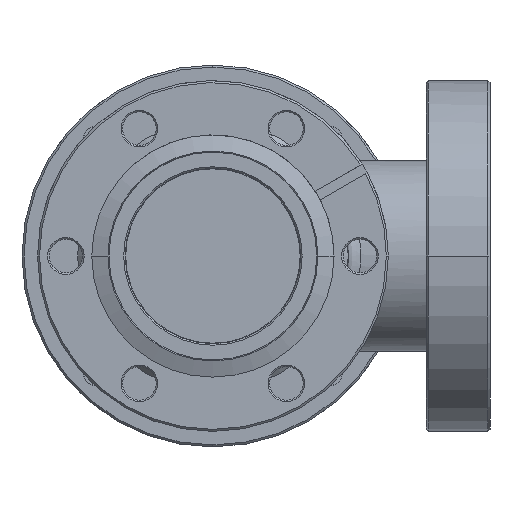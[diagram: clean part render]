
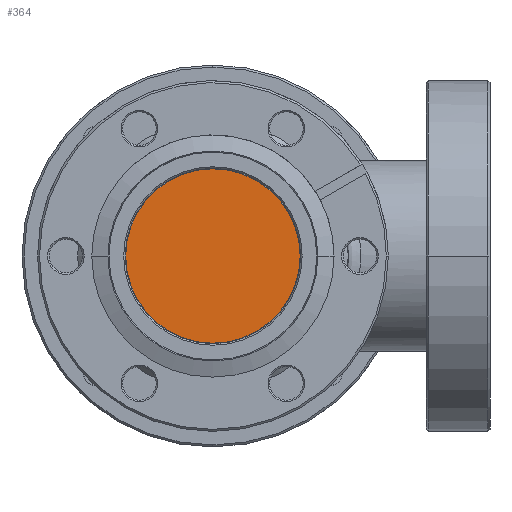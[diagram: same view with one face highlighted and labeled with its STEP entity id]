
A CAD part, front view. The second image highlights one B-rep face of the part: STEP entity #364.
In plain terms, the highlighted planar face has unit normal (0, -1, 0).
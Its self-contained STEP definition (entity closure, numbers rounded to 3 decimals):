
#153 = AXIS2_PLACEMENT_3D ( 'NONE', #4397, #4402, #4403 ) ;
#364 = ADVANCED_FACE ( 'NONE', ( #4399 ), #4400, .F. ) ;
#1344 = CARTESIAN_POINT ( 'NONE',  ( 0., 90.55, 0. ) ) ;
#1345 = DIRECTION ( 'NONE',  ( 0., 1., 0. ) ) ;
#1346 = DIRECTION ( 'NONE',  ( 0., 0., 1. ) ) ;
#2089 = CARTESIAN_POINT ( 'NONE',  ( 0., 90.55, 0. ) ) ;
#2090 = DIRECTION ( 'NONE',  ( 0., 1., 0. ) ) ;
#2091 = DIRECTION ( 'NONE',  ( 0., 0., 1. ) ) ;
#2821 = CARTESIAN_POINT ( 'NONE',  ( 0., 90.55, -25.35 ) ) ;
#2825 = CARTESIAN_POINT ( 'NONE',  ( 0., 90.55, 25.35 ) ) ;
#3775 = ORIENTED_EDGE ( 'NONE', *, *, #6687, .F. ) ;
#3776 = ORIENTED_EDGE ( 'NONE', *, *, #7112, .F. ) ;
#4397 = CARTESIAN_POINT ( 'NONE',  ( -27., 90.55, 0. ) ) ;
#4399 = FACE_OUTER_BOUND ( 'NONE', #5543, .T. ) ;
#4400 = PLANE ( 'NONE',  #153 ) ;
#4402 = DIRECTION ( 'NONE',  ( 0., 1., 0. ) ) ;
#4403 = DIRECTION ( 'NONE',  ( 0., 0., 1. ) ) ;
#5543 = EDGE_LOOP ( 'NONE', ( #3775, #3776 ) ) ;
#5857 = VERTEX_POINT ( 'NONE', #2821 ) ;
#5861 = VERTEX_POINT ( 'NONE', #2825 ) ;
#6687 = EDGE_CURVE ( 'NONE', #5861, #5857, #7436, .T. ) ;
#6898 = CIRCLE ( 'NONE', #6904, 25.35 ) ;
#6904 = AXIS2_PLACEMENT_3D ( 'NONE', #1344, #1345, #1346 ) ;
#7112 = EDGE_CURVE ( 'NONE', #5857, #5861, #6898, .T. ) ;
#7436 = CIRCLE ( 'NONE', #7445, 25.35 ) ;
#7445 = AXIS2_PLACEMENT_3D ( 'NONE', #2089, #2090, #2091 ) ;
